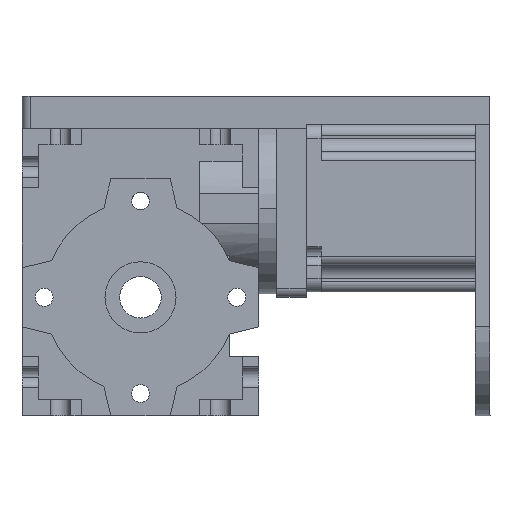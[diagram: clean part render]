
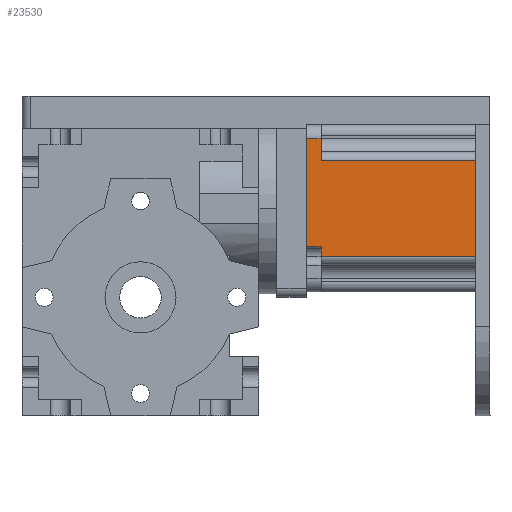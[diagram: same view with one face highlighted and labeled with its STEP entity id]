
A CAD part, left-side view. The second image highlights one B-rep face of the part: STEP entity #23530.
In plain terms, the highlighted planar face has unit normal (-1, 0, 0).
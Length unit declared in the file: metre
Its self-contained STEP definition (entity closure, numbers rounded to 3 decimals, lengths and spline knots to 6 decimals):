
#726 = VERTEX_POINT ( 'NONE', #25695 ) ;
#959 = VECTOR ( 'NONE', #26834, 1. ) ;
#1390 = ORIENTED_EDGE ( 'NONE', *, *, #5902, .T. ) ;
#1491 = CARTESIAN_POINT ( 'NONE',  ( -0.096861, -0.002862, -0.005 ) ) ;
#1579 = CARTESIAN_POINT ( 'NONE',  ( -0.096861, -0.042548, -0.005 ) ) ;
#1735 = EDGE_CURVE ( 'NONE', #10820, #22745, #28679, .T. ) ;
#2400 = LINE ( 'NONE', #11314, #13283 ) ;
#2496 = VECTOR ( 'NONE', #7201, 1. ) ;
#3205 = ORIENTED_EDGE ( 'NONE', *, *, #33498, .T. ) ;
#3461 = CARTESIAN_POINT ( 'NONE',  ( -0.096861, -0.035094, -0.005 ) ) ;
#3685 = CARTESIAN_POINT ( 'NONE',  ( -0.096861, -0.058551, -0.057 ) ) ;
#3882 = CARTESIAN_POINT ( 'NONE',  ( -0.096861, -0.002862, -0.005 ) ) ;
#3887 = VECTOR ( 'NONE', #31055, 1. ) ;
#4143 = DIRECTION ( 'NONE',  ( 0., -1., 0. ) ) ;
#4174 = LINE ( 'NONE', #10928, #959 ) ;
#4259 = VERTEX_POINT ( 'NONE', #8862 ) ;
#4930 = VECTOR ( 'NONE', #21132, 1. ) ;
#5902 = EDGE_CURVE ( 'NONE', #726, #31806, #27945, .T. ) ;
#6246 = CARTESIAN_POINT ( 'NONE',  ( -0.096861, -0.002862, -0.057 ) ) ;
#6310 = LINE ( 'NONE', #3882, #7905 ) ;
#6788 = FACE_OUTER_BOUND ( 'NONE', #25326, .T. ) ;
#6967 = CARTESIAN_POINT ( 'NONE',  ( -0.096861, -0.006012, -0.005 ) ) ;
#7085 = ORIENTED_EDGE ( 'NONE', *, *, #8006, .T. ) ;
#7201 = DIRECTION ( 'NONE',  ( 0., 0., 1. ) ) ;
#7905 = VECTOR ( 'NONE', #18982, 1. ) ;
#8006 = EDGE_CURVE ( 'NONE', #30526, #31226, #12781, .T. ) ;
#8079 = VECTOR ( 'NONE', #18138, 1. ) ;
#8143 = CARTESIAN_POINT ( 'NONE',  ( -0.096861, -0.006012, 0. ) ) ;
#8862 = CARTESIAN_POINT ( 'NONE',  ( -0.096861, -0.042548, -0.005 ) ) ;
#9343 = LINE ( 'NONE', #1579, #2496 ) ;
#10241 = EDGE_CURVE ( 'NONE', #31806, #30526, #6310, .T. ) ;
#10820 = VERTEX_POINT ( 'NONE', #32846 ) ;
#10928 = CARTESIAN_POINT ( 'NONE',  ( -0.096861, -0.006012, -0.005 ) ) ;
#11314 = CARTESIAN_POINT ( 'NONE',  ( -0.096861, -0.035094, -0.005 ) ) ;
#11330 = DIRECTION ( 'NONE',  ( 0., -1., 0. ) ) ;
#11603 = ORIENTED_EDGE ( 'NONE', *, *, #10241, .T. ) ;
#12781 = LINE ( 'NONE', #3685, #17641 ) ;
#13283 = VECTOR ( 'NONE', #26449, 1. ) ;
#14300 = ORIENTED_EDGE ( 'NONE', *, *, #19089, .T. ) ;
#15099 = ORIENTED_EDGE ( 'NONE', *, *, #1735, .T. ) ;
#16315 = AXIS2_PLACEMENT_3D ( 'NONE', #6967, #32702, #4143 ) ;
#17641 = VECTOR ( 'NONE', #11330, 1. ) ;
#18138 = DIRECTION ( 'NONE',  ( 0., 1., 0. ) ) ;
#18982 = DIRECTION ( 'NONE',  ( 0., 0., -1. ) ) ;
#19089 = EDGE_CURVE ( 'NONE', #25213, #4259, #4174, .T. ) ;
#20341 = ORIENTED_EDGE ( 'NONE', *, *, #31056, .T. ) ;
#21041 = CARTESIAN_POINT ( 'NONE',  ( -0.096861, -0.006012, -0.005 ) ) ;
#21132 = DIRECTION ( 'NONE',  ( 0., 1., 0. ) ) ;
#22394 = PLANE ( 'NONE',  #16315 ) ;
#22745 = VERTEX_POINT ( 'NONE', #8143 ) ;
#23530 = ADVANCED_FACE ( 'NONE', ( #6788 ), #22394, .T. ) ;
#25213 = VERTEX_POINT ( 'NONE', #3461 ) ;
#25326 = EDGE_LOOP ( 'NONE', ( #1390, #11603, #7085, #20341, #14300, #3205, #15099, #29820 ) ) ;
#25695 = CARTESIAN_POINT ( 'NONE',  ( -0.096861, -0.006012, -0.005 ) ) ;
#26449 = DIRECTION ( 'NONE',  ( 0., 0., 1. ) ) ;
#26834 = DIRECTION ( 'NONE',  ( 0., -1., 0. ) ) ;
#27007 = CARTESIAN_POINT ( 'NONE',  ( -0.096861, -0.035094, -0.057 ) ) ;
#27945 = LINE ( 'NONE', #28983, #4930 ) ;
#28113 = CARTESIAN_POINT ( 'NONE',  ( -0.096861, -0.006012, 0. ) ) ;
#28679 = LINE ( 'NONE', #28113, #8079 ) ;
#28983 = CARTESIAN_POINT ( 'NONE',  ( -0.096861, -0.006012, -0.005 ) ) ;
#29161 = EDGE_CURVE ( 'NONE', #22745, #726, #31351, .T. ) ;
#29820 = ORIENTED_EDGE ( 'NONE', *, *, #29161, .T. ) ;
#30526 = VERTEX_POINT ( 'NONE', #6246 ) ;
#31055 = DIRECTION ( 'NONE',  ( 0., 0., -1. ) ) ;
#31056 = EDGE_CURVE ( 'NONE', #31226, #25213, #2400, .T. ) ;
#31226 = VERTEX_POINT ( 'NONE', #27007 ) ;
#31351 = LINE ( 'NONE', #21041, #3887 ) ;
#31806 = VERTEX_POINT ( 'NONE', #1491 ) ;
#32702 = DIRECTION ( 'NONE',  ( -1., 0., 0. ) ) ;
#32846 = CARTESIAN_POINT ( 'NONE',  ( -0.096861, -0.042548, 0. ) ) ;
#33498 = EDGE_CURVE ( 'NONE', #4259, #10820, #9343, .T. ) ;
